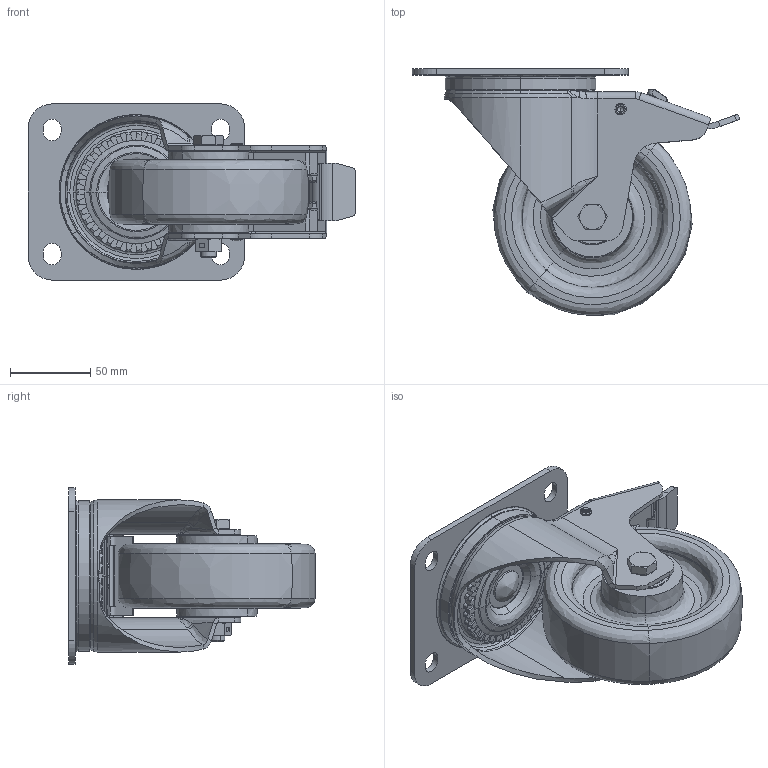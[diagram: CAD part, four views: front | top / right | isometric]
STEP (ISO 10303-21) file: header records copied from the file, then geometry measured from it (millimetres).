
FILE_DESCRIPTION (( 'STEP AP214' ), '1' );
FILE_NAME ('0015816_L-IK-TPKH-125-K-3-DSN-GP.STEP', '2016-07-13T12:32:28', ( '' ), ( '' ), 'SwSTEP 2.0', 'SolidWorks 2016', '' );
FILE_SCHEMA (( 'AUTOMOTIVE_DESIGN' ));
Length unit declared in the file: millimetre
Products named in the file (1): 0015816_L-IK-TPKH-125-K-3-DSN-GP
Bounding box: 204.41 x 153.96 x 110 mm (x, y, z)
Surface area: 208001.7 mm2 (no closed solid volume)
Topology: 0 solids, 32 shells, 1223 faces, 3161 edges, 1984 vertices
Faces by surface type: cylinder 487, plane 378, bspline 185, cone 131, torus 42
Entity records: 64461 total; most frequent: CARTESIAN_POINT 21602, DIRECTION 6236, ORIENTED_EDGE 6146, EDGE_CURVE 3155, AXIS2_PLACEMENT_3D 2452, VERTEX_POINT 1984, CIRCLE 1413, VECTOR 1332
